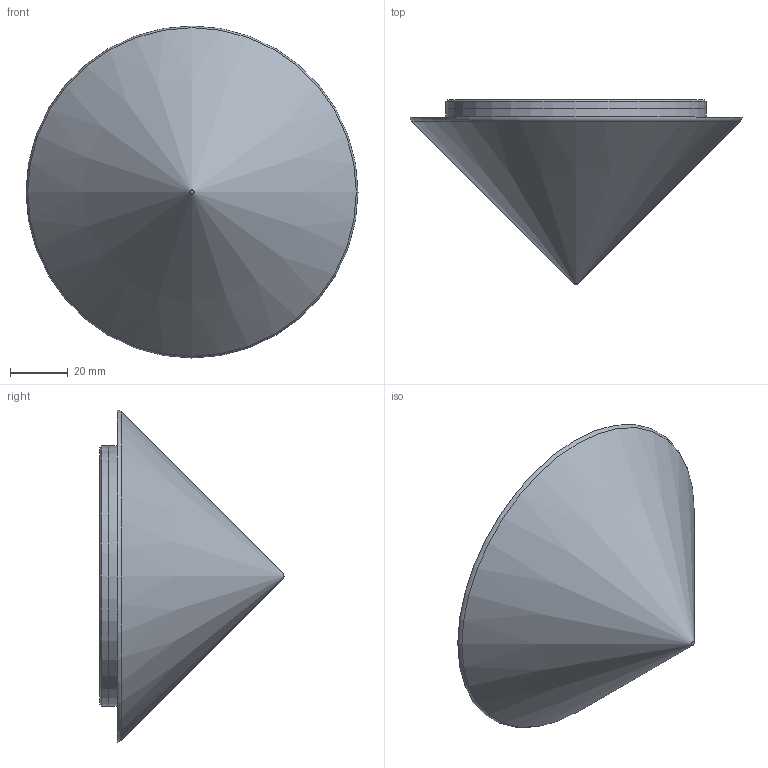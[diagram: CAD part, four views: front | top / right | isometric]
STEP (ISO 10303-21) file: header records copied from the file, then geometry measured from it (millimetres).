
FILE_DESCRIPTION(/* description */ ('','CAx-IF Rec.Pracs.---Representation and Presentation of Product Manufacturing Information (PMI)---4.0---2014-10-13'),/* implementation_level */ '2;1');
FILE_NAME(/* name */ 'MK2_EU_8inch_Impeller-short-cone-B.stp',/* time_stamp */ '2025-08-16T10:06:45+02:00',/* author */ ('Capturing Dust'),/* organization */ ('Makerr.Studio'),/* preprocessor_version */ 'ST-DEVELOPER v18.1',/* originating_system */ 'Autodesk Inventor 2021',/* authorisation */ '');
FILE_SCHEMA (('AP242_MANAGED_MODEL_BASED_3D_ENGINEERING_MIM_LF { 1 0 10303 442 1 1 4 }'));
Length unit declared in the file: millimetre
Products named in the file (1): MK2_impeller-short-cone-B
Bounding box: 114.78 x 63.8 x 114.78 mm (x, y, z)
Volume: 91982.8 mm3; surface area: 33104.9 mm2
Topology: 1 solids, 1 shells, 12 faces, 23 edges, 15 vertices
Faces by surface type: cone 4, cylinder 2, plane 2, torus 2, sphere 2
Full cylindrical faces by diameter (mm): 80 x1, 90 x1
Entity records: 357 total; most frequent: DIRECTION 66, CARTESIAN_POINT 51, ORIENTED_EDGE 46, AXIS2_PLACEMENT_3D 30, EDGE_CURVE 23, CIRCLE 17, VERTEX_POINT 15, EDGE_LOOP 14
